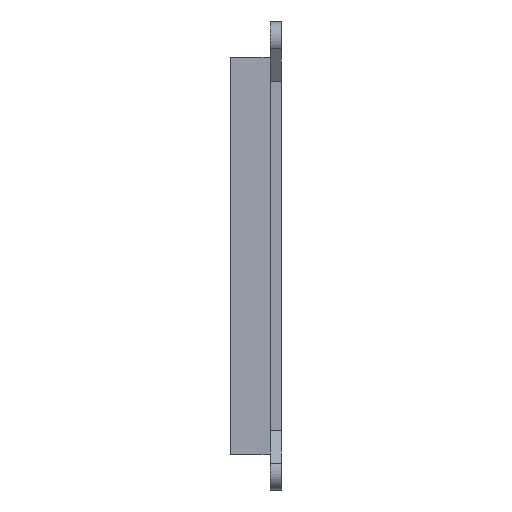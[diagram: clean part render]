
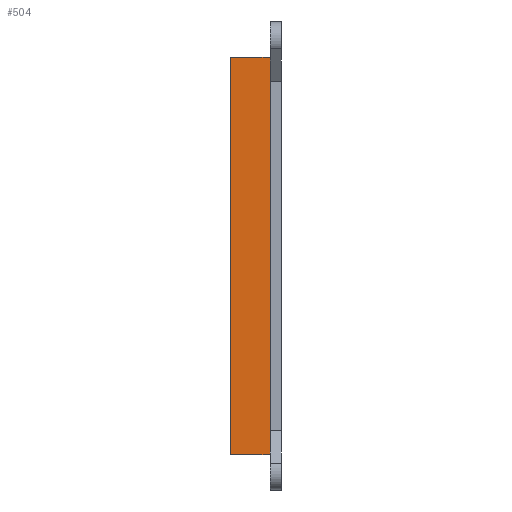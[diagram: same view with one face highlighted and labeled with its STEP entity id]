
A CAD part, left-side view. The second image highlights one B-rep face of the part: STEP entity #504.
In plain terms, the highlighted planar face has unit normal (-1, 0, 0).
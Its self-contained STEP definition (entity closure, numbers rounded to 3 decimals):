
#13 = CARTESIAN_POINT ( 'NONE',  ( -41.25, 4., -35.25 ) ) ;
#27 = VERTEX_POINT ( 'NONE', #947 ) ;
#138 = AXIS2_PLACEMENT_3D ( 'NONE', #846, #1278, #289 ) ;
#153 = DIRECTION ( 'NONE',  ( 0., -1., 0. ) ) ;
#218 = VERTEX_POINT ( 'NONE', #378 ) ;
#255 = VECTOR ( 'NONE', #1049, 1000. ) ;
#289 = DIRECTION ( 'NONE',  ( 0., 0., -1. ) ) ;
#378 = CARTESIAN_POINT ( 'NONE',  ( -41.25, 2., 35.25 ) ) ;
#447 = LINE ( 'NONE', #13, #615 ) ;
#456 = VERTEX_POINT ( 'NONE', #493 ) ;
#458 = VERTEX_POINT ( 'NONE', #725 ) ;
#493 = CARTESIAN_POINT ( 'NONE',  ( -41.25, 9., 35.25 ) ) ;
#504 = ADVANCED_FACE ( 'NONE', ( #956 ), #1046, .F. ) ;
#515 = CARTESIAN_POINT ( 'NONE',  ( -41.25, 9., 35.25 ) ) ;
#519 = ORIENTED_EDGE ( 'NONE', *, *, #1021, .T. ) ;
#572 = LINE ( 'NONE', #1331, #1296 ) ;
#615 = VECTOR ( 'NONE', #1117, 1000. ) ;
#662 = ORIENTED_EDGE ( 'NONE', *, *, #926, .F. ) ;
#674 = VECTOR ( 'NONE', #1312, 1000. ) ;
#682 = LINE ( 'NONE', #1122, #674 ) ;
#722 = EDGE_CURVE ( 'NONE', #27, #218, #682, .T. ) ;
#725 = CARTESIAN_POINT ( 'NONE',  ( -41.25, 9., -35.25 ) ) ;
#729 = LINE ( 'NONE', #515, #255 ) ;
#846 = CARTESIAN_POINT ( 'NONE',  ( -41.25, 4., -35.25 ) ) ;
#926 = EDGE_CURVE ( 'NONE', #458, #456, #729, .T. ) ;
#947 = CARTESIAN_POINT ( 'NONE',  ( -41.25, 2., -35.25 ) ) ;
#956 = FACE_OUTER_BOUND ( 'NONE', #1247, .T. ) ;
#1021 = EDGE_CURVE ( 'NONE', #458, #27, #447, .T. ) ;
#1046 = PLANE ( 'NONE',  #138 ) ;
#1049 = DIRECTION ( 'NONE',  ( 0., 0., 1. ) ) ;
#1116 = EDGE_CURVE ( 'NONE', #456, #218, #572, .T. ) ;
#1117 = DIRECTION ( 'NONE',  ( 0., -1., 0. ) ) ;
#1122 = CARTESIAN_POINT ( 'NONE',  ( -41.25, 2., -35.25 ) ) ;
#1247 = EDGE_LOOP ( 'NONE', ( #519, #1313, #1423, #662 ) ) ;
#1278 = DIRECTION ( 'NONE',  ( 1., 0., 0. ) ) ;
#1296 = VECTOR ( 'NONE', #153, 1000. ) ;
#1312 = DIRECTION ( 'NONE',  ( 0., 0., 1. ) ) ;
#1313 = ORIENTED_EDGE ( 'NONE', *, *, #722, .T. ) ;
#1331 = CARTESIAN_POINT ( 'NONE',  ( -41.25, 4., 35.25 ) ) ;
#1423 = ORIENTED_EDGE ( 'NONE', *, *, #1116, .F. ) ;
